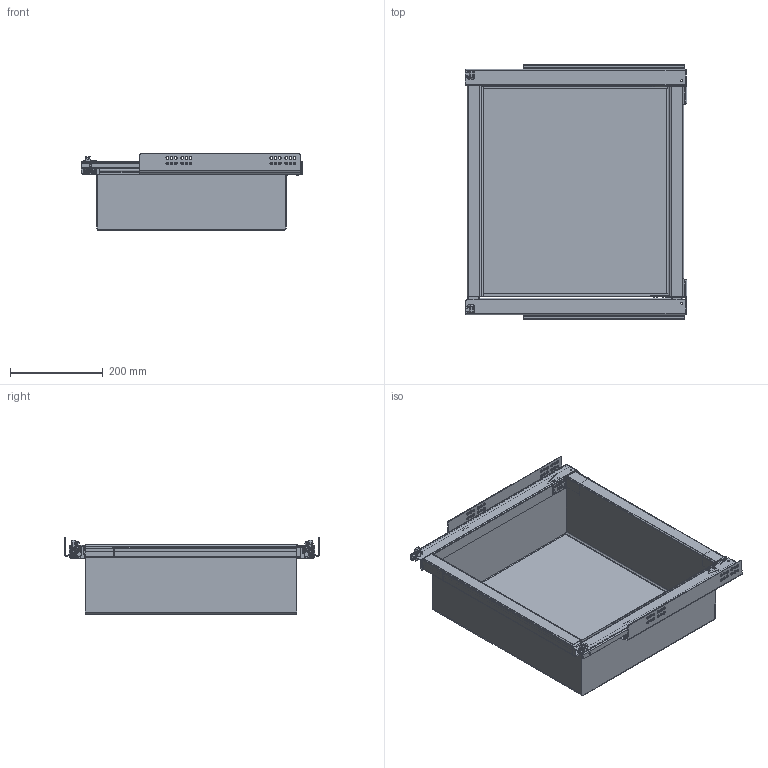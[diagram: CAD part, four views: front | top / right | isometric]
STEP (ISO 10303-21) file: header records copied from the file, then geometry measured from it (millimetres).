
FILE_DESCRIPTION((''),'2;1');
FILE_NAME('07 - 42078014 - bandeja-tela-extraible - ancho 550-600.stp','2020-09-14T12:55:18',('rguerrero'),(''),'Autodesk Inventor 2010','Autodesk Inventor 2010','');
FILE_SCHEMA(('AUTOMOTIVE_DESIGN { 1 0 10303 214 1 1 1 1 }'));
Length unit declared in the file: millimetre
Products named in the file (35): CJTO BASTIDOR BOLSAS; click derecho G_CatalogoEnC; LATERAL tolva DCHA C; PLETINA DCHA tolva C; tubo tolva C; tapon trasero DCHO; guía tubo; QUADRO V6.470 EB12.5 SS2 DCHA; MEDIO V6.470 EB 12.5 SS2 DCHA; CENTRO V6.470; piston DERECHA; FUNDA V6.470 DCHA; LATERAL IZQDA TOLVA; Welds_1; PLETINA IZQDA tolva C; TUBO 25 TOLVA; F CONTERA PANT; tapon trasero IZQDO; soldadura 1; QUADRO V6.470 EB12.5 SS2 IZQDA; MEDIO V6.470 EB 12.5 SS2 IZQDA; CENTRO V6.470 IZQDA; piston IZQDA; FUNDA V6.470 IZQDA; click derecho G_SIM_ArmarioDefinitivo; LOGO 30x30_ArmarioDefinitivo; click fijacion 30x30_ArmarioDefinitivo; bolsa 600 ; ACCESORIO ADAPTADOR 9; FIJ BOLSA IZQDA DEL; FIJACION BOLSA IZQDA DEL; EMB FIJ BOLSA_ArmarioDefinitivo; FIJ BOLSA DCHA DEL; FIJACION BOLSA DCHA DEL
Assembly tree (39 placements, depth 3):
  CJTO BASTIDOR BOLSAS
    click derecho G_CatalogoEnC
    LATERAL tolva DCHA C
      PLETINA DCHA tolva C
      tubo tolva C
      tapon trasero DCHO
      guía tubo  x2
    QUADRO V6.470 EB12.5 SS2 DCHA
      MEDIO V6.470 EB 12.5 SS2 DCHA
      CENTRO V6.470
      piston DERECHA
      FUNDA V6.470 DCHA
    LATERAL IZQDA TOLVA
      Welds_1
      PLETINA IZQDA tolva C
      TUBO 25 TOLVA
      F CONTERA PANT  x2
      tapon trasero IZQDO
      soldadura 1  x2
    QUADRO V6.470 EB12.5 SS2 IZQDA
      MEDIO V6.470 EB 12.5 SS2 IZQDA
      CENTRO V6.470 IZQDA
      piston IZQDA
      FUNDA V6.470 IZQDA
    click derecho G_SIM_ArmarioDefinitivo
    LOGO 30x30_ArmarioDefinitivo  x2
      click fijacion 30x30_ArmarioDefinitivo
      LOGO 30x30_ArmarioDefinitivo
    bolsa 600 
    ACCESORIO ADAPTADOR 9
    FIJ BOLSA IZQDA DEL
      FIJACION BOLSA IZQDA DEL
      EMB FIJ BOLSA_ArmarioDefinitivo
    FIJ BOLSA DCHA DEL
      FIJACION BOLSA DCHA DEL
      EMB FIJ BOLSA_ArmarioDefinitivo
Bounding box: 477.06 x 550 x 165.13 mm (x, y, z)
Volume: 1205597.5 mm3; surface area: 1997492.5 mm2
Topology: 37 solids, 37 shells, 2303 faces, 6351 edges, 4029 vertices
Faces by surface type: plane 878, bspline 665, cylinder 611, torus 64, sphere 58, cone 27
Full cylindrical faces by diameter (mm): 0.8 x4, 1.8 x4, 2 x4, 4 x2, 4.2 x6, 5 x9, 6 x24
Entity records: 61769 total; most frequent: CARTESIAN_POINT 17501, ORIENTED_EDGE 9278, DIRECTION 8474, EDGE_CURVE 4639, VERTEX_POINT 3019, VECTOR 2922, LINE 2922, AXIS2_PLACEMENT_3D 2776
